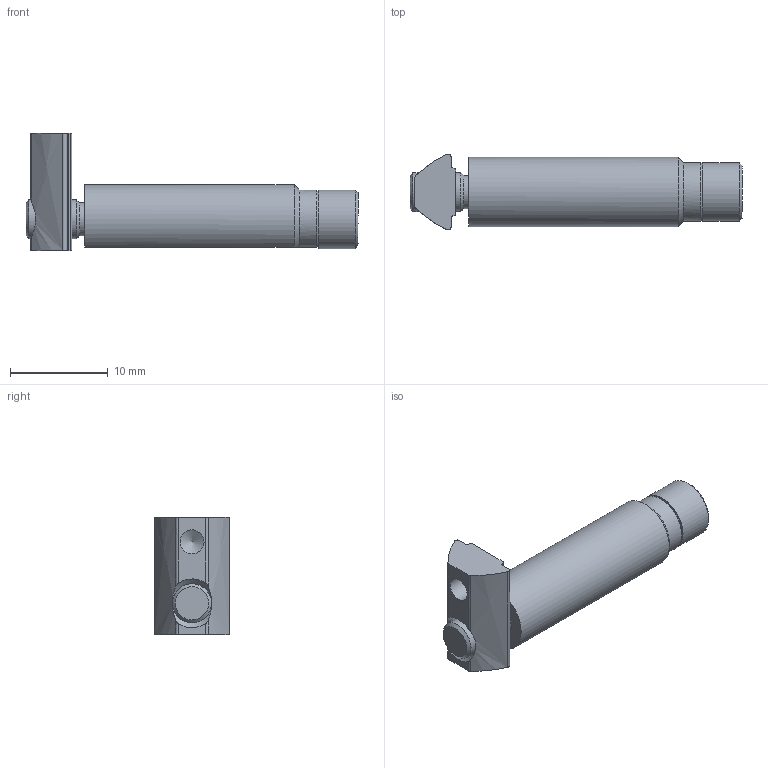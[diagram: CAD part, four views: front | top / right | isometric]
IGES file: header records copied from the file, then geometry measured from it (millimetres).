
Global section: file name: 340420; native system: Autodesk Inventor 2021; preprocessor: unknown; author: Mrówczyńska,,; organization: 11; date: 20220803.114802; units: millimetre
Bounding box: 34 x 7.75 x 12 mm (x, y, z)
Volume: 1168.7 mm3; surface area: 1699.6 mm2
Topology: 3 solids, 3 shells, 77 faces, 215 edges, 144 vertices
Faces by surface type: bspline 77
